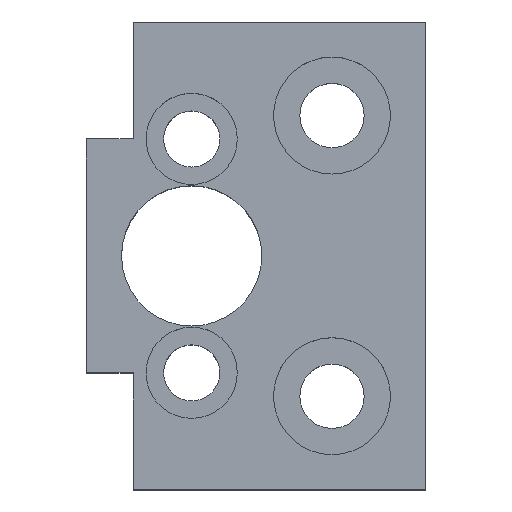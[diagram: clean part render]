
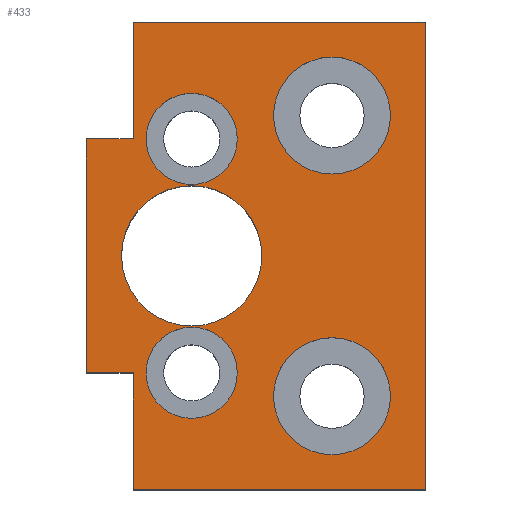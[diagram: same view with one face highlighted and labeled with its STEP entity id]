
A CAD part, top view. The second image highlights one B-rep face of the part: STEP entity #433.
In plain terms, the highlighted planar face has unit normal (0, 0, 1).
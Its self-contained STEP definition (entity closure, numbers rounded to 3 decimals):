
#29=FACE_BOUND('',#96,.T.);
#30=FACE_BOUND('',#97,.T.);
#31=FACE_BOUND('',#98,.T.);
#32=FACE_BOUND('',#99,.T.);
#33=FACE_BOUND('',#100,.T.);
#45=CIRCLE('',#484,2.5);
#46=CIRCLE('',#485,2.5);
#47=CIRCLE('',#486,1.95);
#48=CIRCLE('',#487,1.95);
#49=CIRCLE('',#488,3.);
#68=FACE_OUTER_BOUND('',#95,.T.);
#95=EDGE_LOOP('',(#306,#307,#308,#309,#310,#311,#312,#313));
#96=EDGE_LOOP('',(#314));
#97=EDGE_LOOP('',(#315));
#98=EDGE_LOOP('',(#316));
#99=EDGE_LOOP('',(#317));
#100=EDGE_LOOP('',(#318));
#137=LINE('',#670,#172);
#141=LINE('',#678,#176);
#142=LINE('',#680,#177);
#143=LINE('',#682,#178);
#144=LINE('',#684,#179);
#145=LINE('',#686,#180);
#146=LINE('',#688,#181);
#147=LINE('',#689,#182);
#172=VECTOR('',#535,10.);
#176=VECTOR('',#541,10.);
#177=VECTOR('',#542,10.);
#178=VECTOR('',#543,10.);
#179=VECTOR('',#544,10.);
#180=VECTOR('',#545,10.);
#181=VECTOR('',#546,10.);
#182=VECTOR('',#547,10.);
#207=VERTEX_POINT('',#668);
#208=VERTEX_POINT('',#669);
#211=VERTEX_POINT('',#677);
#212=VERTEX_POINT('',#679);
#213=VERTEX_POINT('',#681);
#214=VERTEX_POINT('',#683);
#215=VERTEX_POINT('',#685);
#216=VERTEX_POINT('',#687);
#217=VERTEX_POINT('',#690);
#218=VERTEX_POINT('',#692);
#219=VERTEX_POINT('',#694);
#220=VERTEX_POINT('',#696);
#221=VERTEX_POINT('',#698);
#245=EDGE_CURVE('',#207,#208,#137,.T.);
#249=EDGE_CURVE('',#208,#211,#141,.T.);
#250=EDGE_CURVE('',#211,#212,#142,.T.);
#251=EDGE_CURVE('',#212,#213,#143,.T.);
#252=EDGE_CURVE('',#213,#214,#144,.T.);
#253=EDGE_CURVE('',#214,#215,#145,.T.);
#254=EDGE_CURVE('',#215,#216,#146,.T.);
#255=EDGE_CURVE('',#216,#207,#147,.T.);
#256=EDGE_CURVE('',#217,#217,#45,.T.);
#257=EDGE_CURVE('',#218,#218,#46,.T.);
#258=EDGE_CURVE('',#219,#219,#47,.T.);
#259=EDGE_CURVE('',#220,#220,#48,.T.);
#260=EDGE_CURVE('',#221,#221,#49,.T.);
#306=ORIENTED_EDGE('',*,*,#245,.T.);
#307=ORIENTED_EDGE('',*,*,#249,.T.);
#308=ORIENTED_EDGE('',*,*,#250,.T.);
#309=ORIENTED_EDGE('',*,*,#251,.T.);
#310=ORIENTED_EDGE('',*,*,#252,.T.);
#311=ORIENTED_EDGE('',*,*,#253,.T.);
#312=ORIENTED_EDGE('',*,*,#254,.T.);
#313=ORIENTED_EDGE('',*,*,#255,.T.);
#314=ORIENTED_EDGE('',*,*,#256,.T.);
#315=ORIENTED_EDGE('',*,*,#257,.T.);
#316=ORIENTED_EDGE('',*,*,#258,.T.);
#317=ORIENTED_EDGE('',*,*,#259,.T.);
#318=ORIENTED_EDGE('',*,*,#260,.T.);
#417=PLANE('',#483);
#433=ADVANCED_FACE('',(#68,#29,#30,#31,#32,#33),#417,.T.);
#483=AXIS2_PLACEMENT_3D('',#676,#539,#540);
#484=AXIS2_PLACEMENT_3D('',#691,#548,#549);
#485=AXIS2_PLACEMENT_3D('',#693,#550,#551);
#486=AXIS2_PLACEMENT_3D('',#695,#552,#553);
#487=AXIS2_PLACEMENT_3D('',#697,#554,#555);
#488=AXIS2_PLACEMENT_3D('',#699,#556,#557);
#535=DIRECTION('',(0.,-1.,0.));
#539=DIRECTION('center_axis',(0.,0.,1.));
#540=DIRECTION('ref_axis',(1.,0.,0.));
#541=DIRECTION('',(1.,0.,0.));
#542=DIRECTION('',(0.,-1.,0.));
#543=DIRECTION('',(1.,0.,0.));
#544=DIRECTION('',(0.,1.,0.));
#545=DIRECTION('',(-1.,0.,0.));
#546=DIRECTION('',(0.,-1.,0.));
#547=DIRECTION('',(-1.,0.,0.));
#548=DIRECTION('center_axis',(0.,0.,-1.));
#549=DIRECTION('ref_axis',(-1.,0.,0.));
#550=DIRECTION('center_axis',(0.,0.,-1.));
#551=DIRECTION('ref_axis',(-1.,0.,0.));
#552=DIRECTION('center_axis',(0.,0.,-1.));
#553=DIRECTION('ref_axis',(-1.,0.,0.));
#554=DIRECTION('center_axis',(0.,0.,-1.));
#555=DIRECTION('ref_axis',(-1.,0.,0.));
#556=DIRECTION('center_axis',(0.,0.,-1.));
#557=DIRECTION('ref_axis',(-1.,0.,0.));
#668=CARTESIAN_POINT('',(-4.5,5.,7.));
#669=CARTESIAN_POINT('',(-4.5,-5.,7.));
#670=CARTESIAN_POINT('',(-4.5,0.,7.));
#676=CARTESIAN_POINT('Origin',(6.25,0.,7.));
#677=CARTESIAN_POINT('',(-2.5,-5.,7.));
#678=CARTESIAN_POINT('',(-5.,-5.,7.));
#679=CARTESIAN_POINT('',(-2.5,-10.,7.));
#680=CARTESIAN_POINT('',(-2.5,-5.,7.));
#681=CARTESIAN_POINT('',(10.,-10.,7.));
#682=CARTESIAN_POINT('',(-2.5,-10.,7.));
#683=CARTESIAN_POINT('',(10.,10.,7.));
#684=CARTESIAN_POINT('',(10.,-10.,7.));
#685=CARTESIAN_POINT('',(-2.5,10.,7.));
#686=CARTESIAN_POINT('',(10.,10.,7.));
#687=CARTESIAN_POINT('',(-2.5,5.,7.));
#688=CARTESIAN_POINT('',(-2.5,10.,7.));
#689=CARTESIAN_POINT('',(-2.5,5.,7.));
#690=CARTESIAN_POINT('',(3.5,-6.,7.));
#691=CARTESIAN_POINT('Origin',(6.,-6.,7.));
#692=CARTESIAN_POINT('',(3.5,6.,7.));
#693=CARTESIAN_POINT('Origin',(6.,6.,7.));
#694=CARTESIAN_POINT('',(1.95,5.,7.));
#695=CARTESIAN_POINT('Origin',(0.,5.,7.));
#696=CARTESIAN_POINT('',(1.95,-5.,7.));
#697=CARTESIAN_POINT('Origin',(0.,-5.,7.));
#698=CARTESIAN_POINT('',(3.,0.,7.));
#699=CARTESIAN_POINT('Origin',(0.,0.,7.));
